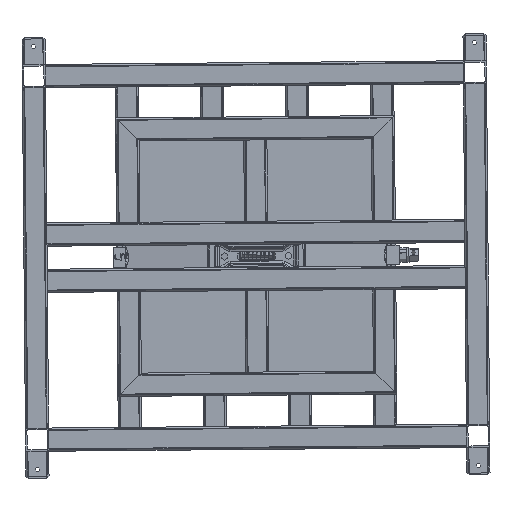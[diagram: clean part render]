
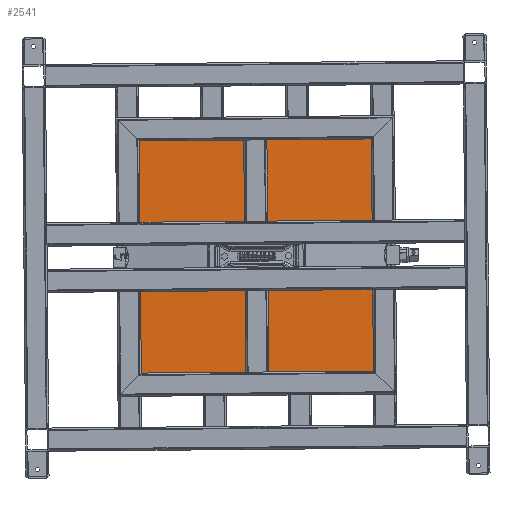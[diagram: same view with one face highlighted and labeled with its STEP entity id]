
A CAD part, front view. The second image highlights one B-rep face of the part: STEP entity #2541.
In plain terms, the highlighted planar face has unit normal (0, -1, 0).
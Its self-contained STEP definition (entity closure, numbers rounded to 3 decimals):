
#325 = LINE ( 'NONE', #62556, #95436 ) ;
#727 = CARTESIAN_POINT ( 'NONE',  ( 0., 0., -360. ) ) ;
#2541 = ADVANCED_FACE ( 'NONE', ( #62745 ), #97508, .T. ) ;
#3333 = CARTESIAN_POINT ( 'NONE',  ( 0., 0., -360. ) ) ;
#14955 = DIRECTION ( 'NONE',  ( 0., 0., -1. ) ) ;
#20229 = CARTESIAN_POINT ( 'NONE',  ( 360., 0., 0. ) ) ;
#20333 = VERTEX_POINT ( 'NONE', #28058 ) ;
#24625 = DIRECTION ( 'NONE',  ( 0., -1., 0. ) ) ;
#27480 = VERTEX_POINT ( 'NONE', #119199 ) ;
#27636 = AXIS2_PLACEMENT_3D ( 'NONE', #115999, #24625, #14955 ) ;
#28058 = CARTESIAN_POINT ( 'NONE',  ( 360., 0., 0. ) ) ;
#29629 = EDGE_CURVE ( 'NONE', #104242, #27480, #113983, .T. ) ;
#33910 = DIRECTION ( 'NONE',  ( 1., 0., 0. ) ) ;
#34076 = DIRECTION ( 'NONE',  ( -1., 0., 0. ) ) ;
#52243 = VECTOR ( 'NONE', #34076, 1000. ) ;
#53615 = EDGE_CURVE ( 'NONE', #27480, #20333, #325, .T. ) ;
#56799 = CARTESIAN_POINT ( 'NONE',  ( 360., 0., -360. ) ) ;
#57866 = EDGE_CURVE ( 'NONE', #20333, #60101, #62784, .T. ) ;
#60101 = VERTEX_POINT ( 'NONE', #56799 ) ;
#62556 = CARTESIAN_POINT ( 'NONE',  ( 0., 0., 0. ) ) ;
#62745 = FACE_OUTER_BOUND ( 'NONE', #84579, .T. ) ;
#62784 = LINE ( 'NONE', #20229, #95917 ) ;
#63797 = ORIENTED_EDGE ( 'NONE', *, *, #53615, .F. ) ;
#64902 = EDGE_CURVE ( 'NONE', #60101, #104242, #102737, .T. ) ;
#69875 = DIRECTION ( 'NONE',  ( 0., 0., 1. ) ) ;
#82229 = VECTOR ( 'NONE', #69875, 1000. ) ;
#84579 = EDGE_LOOP ( 'NONE', ( #116454, #113288, #101561, #63797 ) ) ;
#95436 = VECTOR ( 'NONE', #33910, 1000. ) ;
#95917 = VECTOR ( 'NONE', #108746, 1000. ) ;
#97508 = PLANE ( 'NONE',  #27636 ) ;
#101561 = ORIENTED_EDGE ( 'NONE', *, *, #57866, .F. ) ;
#102737 = LINE ( 'NONE', #3333, #52243 ) ;
#104242 = VERTEX_POINT ( 'NONE', #727 ) ;
#105717 = CARTESIAN_POINT ( 'NONE',  ( 0., 0., 0. ) ) ;
#108746 = DIRECTION ( 'NONE',  ( 0., 0., -1. ) ) ;
#113288 = ORIENTED_EDGE ( 'NONE', *, *, #64902, .F. ) ;
#113983 = LINE ( 'NONE', #105717, #82229 ) ;
#115999 = CARTESIAN_POINT ( 'NONE',  ( 0., 0., 0. ) ) ;
#116454 = ORIENTED_EDGE ( 'NONE', *, *, #29629, .F. ) ;
#119199 = CARTESIAN_POINT ( 'NONE',  ( 0., 0., 0. ) ) ;
